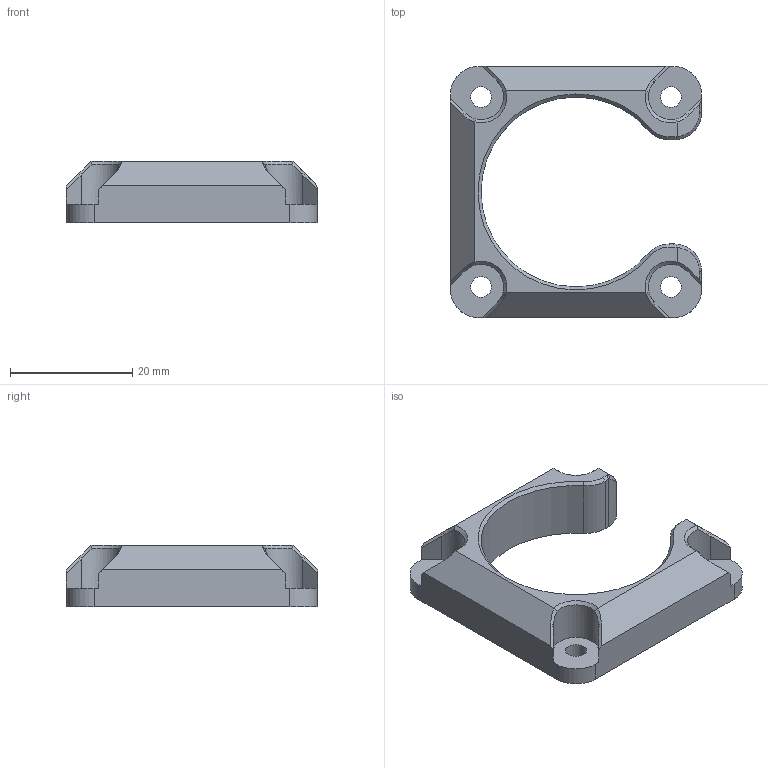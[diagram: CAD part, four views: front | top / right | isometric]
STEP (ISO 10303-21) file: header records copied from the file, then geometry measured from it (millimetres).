
FILE_DESCRIPTION(/* description */ (''),/* implementation_level */ '2;1');
FILE_NAME(/* name */ 'Motor Cover.step',/* time_stamp */ '2023-01-06T07:21:34+07:00',/* author */ (''),/* organization */ (''),/* preprocessor_version */ 'ST-DEVELOPER v19.2',/* originating_system */ 'Autodesk Translation Framework v11.17.0.187',/* authorisation */ '');
FILE_SCHEMA (('AUTOMOTIVE_DESIGN { 1 0 10303 214 3 1 1 }'));
Length unit declared in the file: millimetre
Products named in the file (1): Motor Cover
Bounding box: 41 x 41 x 10 mm (x, y, z)
Volume: 5574.3 mm3; surface area: 3798.2 mm2
Topology: 1 solids, 1 shells, 82 faces, 224 edges, 144 vertices
Faces by surface type: plane 38, bspline 18, cylinder 17, cone 9
Full cylindrical faces by diameter (mm): 3.4 x4
Entity records: 2937 total; most frequent: CARTESIAN_POINT 945, ORIENTED_EDGE 448, DIRECTION 341, EDGE_CURVE 224, VERTEX_POINT 144, LINE 125, VECTOR 125, AXIS2_PLACEMENT_3D 108
